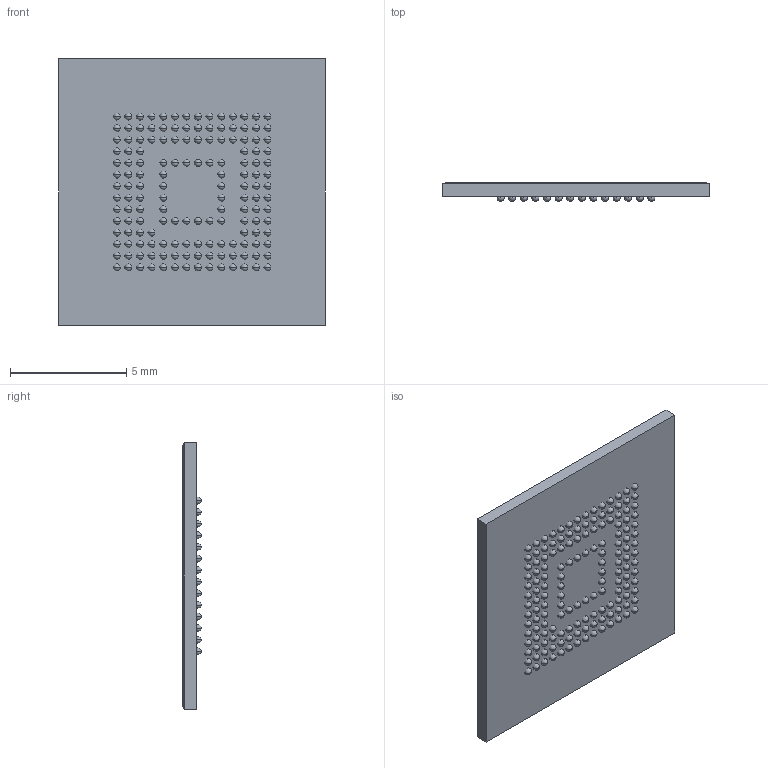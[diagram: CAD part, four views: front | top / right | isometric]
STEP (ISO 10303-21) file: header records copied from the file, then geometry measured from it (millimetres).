
FILE_DESCRIPTION (( 'STEP AP214' ), '1' );
FILE_NAME ( 'BGAS196C50P14X14_1150X1150X80.step', '2017-2-21T0:40:40', ( '' ), ( '' ), 'EDABuilder', 'EMA Design Automation', '' );
FILE_SCHEMA (( 'AUTOMOTIVE_DESIGN' ));
Length unit declared in the file: millimetre
Products named in the file (1): face1_BC
Bounding box: 11.51 x 0.8 x 11.5 mm (x, y, z)
Volume: 84.5 mm3; surface area: 335.3 mm2
Topology: 155 solids, 155 shells, 319 faces, 1094 edges, 779 vertices
Faces by surface type: sphere 306, plane 12, cylinder 1
Full cylindrical faces by diameter (mm): 0.995 x1
Entity records: 7123 total; most frequent: DIRECTION 1586, CARTESIAN_POINT 1123, AXIS2_PLACEMENT_3D 783, ORIENTED_EDGE 656, EDGE_CURVE 328, EDGE_LOOP 320, VERTEX_POINT 320, FACE_OUTER_BOUND 319
